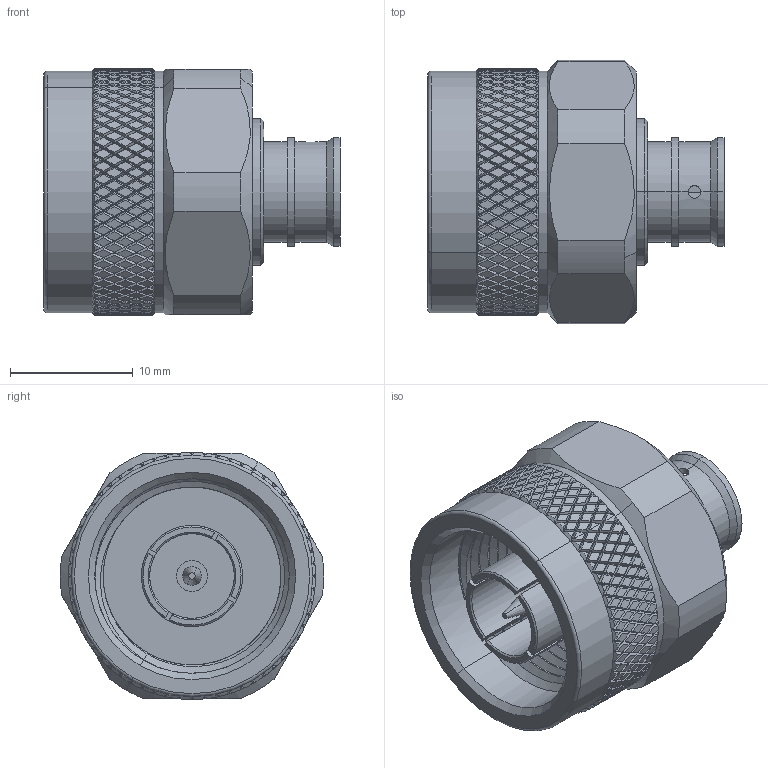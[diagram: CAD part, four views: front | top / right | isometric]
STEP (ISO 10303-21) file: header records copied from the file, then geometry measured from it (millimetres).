
FILE_DESCRIPTION (( 'STEP AP214' ), '1' );
FILE_NAME ('PE45664.step', '2021-01-28T21:23:43', ( '' ), ( '' ), 'SwSTEP 2.0', 'SolidWorks 2018', '' );
FILE_SCHEMA (( 'AUTOMOTIVE_DESIGN' ));
Length unit declared in the file: inch
Products named in the file (1): PE45664
Bounding box: 24.14 x 21.47 x 20.14 mm (x, y, z)
Volume: 3962.6 mm3; surface area: 3349 mm2
Topology: 1 solids, 1 shells, 2216 faces, 4787 edges, 2580 vertices
Faces by surface type: bspline 1683, cylinder 468, plane 34, cone 29, torus 2
Entity records: 75404 total; most frequent: CARTESIAN_POINT 46048, ORIENTED_EDGE 9574, EDGE_CURVE 4787, VERTEX_POINT 2580, EDGE_LOOP 2225, FACE_OUTER_BOUND 2216, ADVANCED_FACE 2216, B_SPLINE_CURVE_WITH_KNOTS 2081
